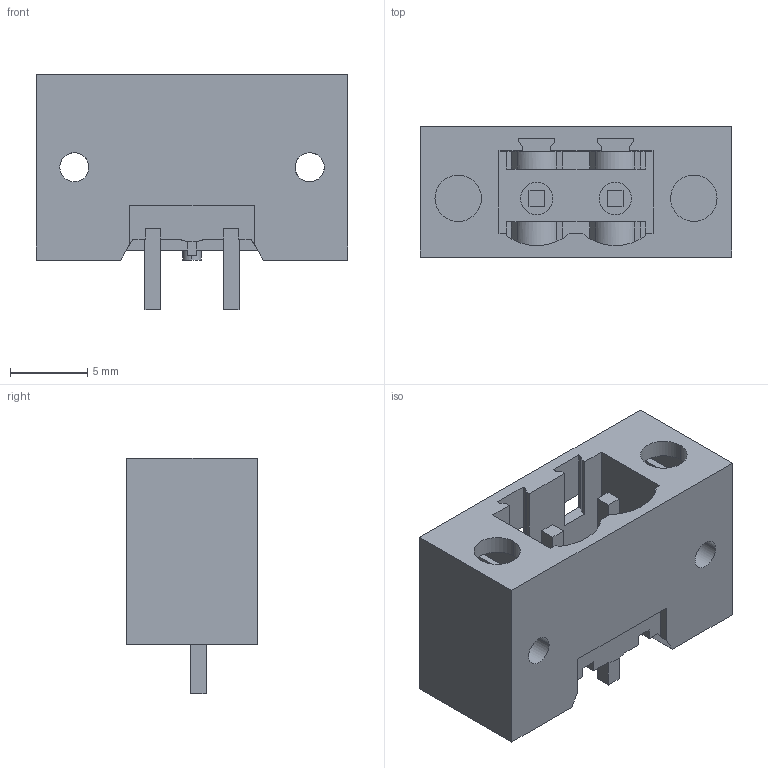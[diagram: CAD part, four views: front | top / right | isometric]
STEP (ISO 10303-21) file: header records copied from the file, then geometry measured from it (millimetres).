
FILE_DESCRIPTION(('CATIA V5 STEP Exchange','CAx-IF Rec.Pracs.--- Model Styling and Organization---1.2---2011-12-15'),'2;1');
FILE_NAME ('D1456982_0_1837860000_1837860000.stp','2018-03-19T17:03:02+00:00',('none'),('Weidmueller'),'CATIA Version 5-6 Release 2014','CATIA V5 STEP AP214','none');
FILE_SCHEMA(('AUTOMOTIVE_DESIGN { 1 0 10303 214 1 1 1 1 }'));
Length unit declared in the file: millimetre
Products named in the file (1): 1837860000
Bounding box: 20.16 x 8.43 x 15.2 mm (x, y, z)
Volume: 908.7 mm3; surface area: 2090.9 mm2
Topology: 3 solids, 3 shells, 193 faces, 562 edges, 378 vertices
Faces by surface type: plane 165, cylinder 26, extrusion 2
Entity records: 6788 total; most frequent: CARTESIAN_POINT 1489, ORIENTED_EDGE 1124, DIRECTION 910, EDGE_CURVE 562, VECTOR 488, LINE 486, VERTEX_POINT 378, AXIS2_PLACEMENT_3D 231
